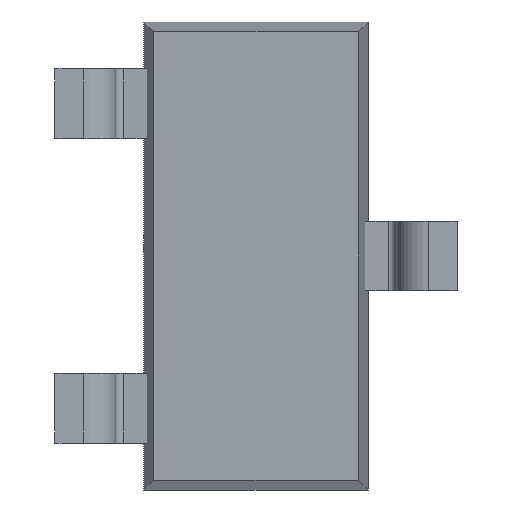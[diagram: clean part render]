
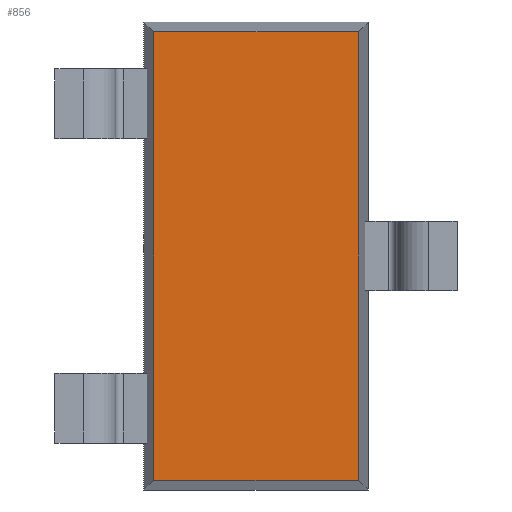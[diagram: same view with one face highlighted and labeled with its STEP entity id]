
A CAD part, front view. The second image highlights one B-rep face of the part: STEP entity #856.
In plain terms, the highlighted planar face has unit normal (0, -1, 0).
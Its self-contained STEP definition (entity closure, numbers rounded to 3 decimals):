
#52 = DIRECTION ( 'NONE',  ( 0., 0., 1. ) ) ;
#83 = CARTESIAN_POINT ( 'NONE',  ( 0., 0.1, -1.399 ) ) ;
#260 = FACE_OUTER_BOUND ( 'NONE', #1334, .T. ) ;
#351 = DIRECTION ( 'NONE',  ( -1., 0., 0. ) ) ;
#474 = EDGE_CURVE ( 'NONE', #1130, #906, #1109, .T. ) ;
#508 = VECTOR ( 'NONE', #1116, 1000. ) ;
#580 = VERTEX_POINT ( 'NONE', #1304 ) ;
#630 = EDGE_CURVE ( 'NONE', #1423, #580, #1001, .T. ) ;
#677 = EDGE_CURVE ( 'NONE', #906, #1423, #869, .T. ) ;
#679 = CARTESIAN_POINT ( 'NONE',  ( 0., 0.1, 0. ) ) ;
#685 = CARTESIAN_POINT ( 'NONE',  ( 0.639, 0.1, 1.399 ) ) ;
#856 = ADVANCED_FACE ( 'NONE', ( #260 ), #1057, .T. ) ;
#869 = LINE ( 'NONE', #1231, #1425 ) ;
#906 = VERTEX_POINT ( 'NONE', #685 ) ;
#914 = LINE ( 'NONE', #83, #1462 ) ;
#939 = ORIENTED_EDGE ( 'NONE', *, *, #677, .T. ) ;
#946 = ORIENTED_EDGE ( 'NONE', *, *, #474, .T. ) ;
#948 = VECTOR ( 'NONE', #52, 1000. ) ;
#956 = DIRECTION ( 'NONE',  ( 1., 0., 0. ) ) ;
#1001 = LINE ( 'NONE', #1214, #508 ) ;
#1057 = PLANE ( 'NONE',  #1282 ) ;
#1096 = EDGE_CURVE ( 'NONE', #580, #1130, #914, .T. ) ;
#1109 = LINE ( 'NONE', #1280, #948 ) ;
#1116 = DIRECTION ( 'NONE',  ( 0., 0., -1. ) ) ;
#1130 = VERTEX_POINT ( 'NONE', #1582 ) ;
#1214 = CARTESIAN_POINT ( 'NONE',  ( -0.639, 0.1, 0. ) ) ;
#1231 = CARTESIAN_POINT ( 'NONE',  ( 0., 0.1, 1.399 ) ) ;
#1280 = CARTESIAN_POINT ( 'NONE',  ( 0.639, 0.1, 0. ) ) ;
#1282 = AXIS2_PLACEMENT_3D ( 'NONE', #679, #1543, #1538 ) ;
#1283 = CARTESIAN_POINT ( 'NONE',  ( -0.639, 0.1, 1.399 ) ) ;
#1304 = CARTESIAN_POINT ( 'NONE',  ( -0.639, 0.1, -1.399 ) ) ;
#1334 = EDGE_LOOP ( 'NONE', ( #939, #1594, #1544, #946 ) ) ;
#1423 = VERTEX_POINT ( 'NONE', #1283 ) ;
#1425 = VECTOR ( 'NONE', #351, 1000. ) ;
#1462 = VECTOR ( 'NONE', #956, 1000. ) ;
#1538 = DIRECTION ( 'NONE',  ( 1., 0., 0. ) ) ;
#1543 = DIRECTION ( 'NONE',  ( 0., -1., 0. ) ) ;
#1544 = ORIENTED_EDGE ( 'NONE', *, *, #1096, .T. ) ;
#1582 = CARTESIAN_POINT ( 'NONE',  ( 0.639, 0.1, -1.399 ) ) ;
#1594 = ORIENTED_EDGE ( 'NONE', *, *, #630, .T. ) ;
